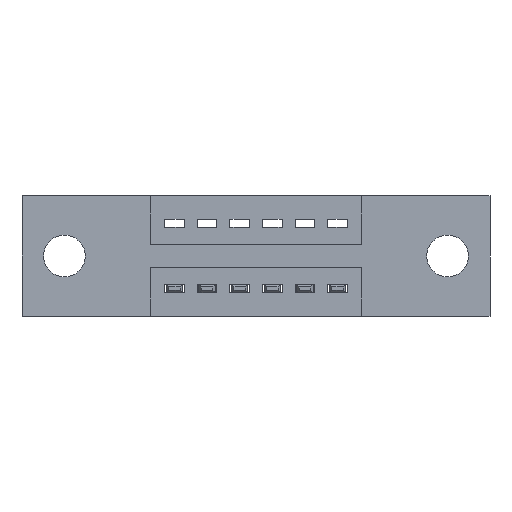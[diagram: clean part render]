
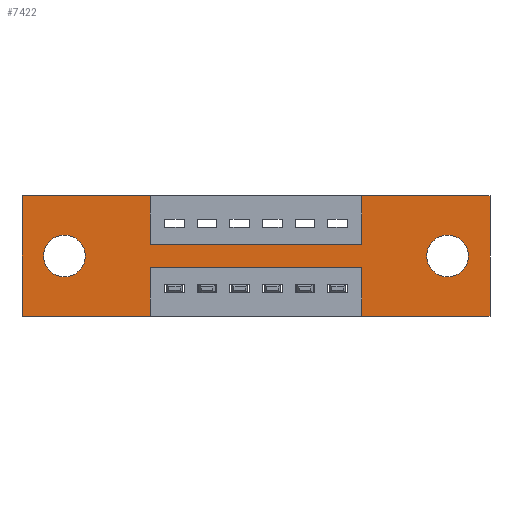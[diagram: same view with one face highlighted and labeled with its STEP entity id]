
A CAD part, front view. The second image highlights one B-rep face of the part: STEP entity #7422.
In plain terms, the highlighted planar face has unit normal (0, -1, 0).
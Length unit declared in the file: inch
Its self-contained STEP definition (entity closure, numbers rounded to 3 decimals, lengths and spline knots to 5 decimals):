
#67 = DIRECTION ( 'NONE',  ( 1., 0., 0. ) ) ;
#125 = AXIS2_PLACEMENT_3D ( 'NONE', #8289, #3388, #5508 ) ;
#148 = CARTESIAN_POINT ( 'NONE',  ( 0., 0., 0. ) ) ;
#203 = CARTESIAN_POINT ( 'NONE',  ( 1.0425, 0., -0.15 ) ) ;
#241 = VECTOR ( 'NONE', #5336, 39.37008 ) ;
#339 = VERTEX_POINT ( 'NONE', #4327 ) ;
#342 = ORIENTED_EDGE ( 'NONE', *, *, #3246, .F. ) ;
#532 = DIRECTION ( 'NONE',  ( 0., 0., 1. ) ) ;
#580 = VERTEX_POINT ( 'NONE', #2073 ) ;
#603 = VECTOR ( 'NONE', #1706, 39.37008 ) ;
#701 = ORIENTED_EDGE ( 'NONE', *, *, #7404, .T. ) ;
#709 = EDGE_LOOP ( 'NONE', ( #7068, #701 ) ) ;
#832 = LINE ( 'NONE', #6732, #8608 ) ;
#889 = CARTESIAN_POINT ( 'NONE',  ( 1.0425, 0., 0. ) ) ;
#935 = LINE ( 'NONE', #8476, #5942 ) ;
#1027 = ORIENTED_EDGE ( 'NONE', *, *, #4886, .F. ) ;
#1173 = ORIENTED_EDGE ( 'NONE', *, *, #7092, .F. ) ;
#1214 = CARTESIAN_POINT ( 'NONE',  ( 1.0425, 0., -0.22 ) ) ;
#1248 = CARTESIAN_POINT ( 'NONE',  ( 0., 0., -0.37 ) ) ;
#1329 = VECTOR ( 'NONE', #67, 39.37008 ) ;
#1424 = EDGE_CURVE ( 'NONE', #7191, #8511, #3963, .T. ) ;
#1508 = VECTOR ( 'NONE', #4077, 39.37008 ) ;
#1608 = CIRCLE ( 'NONE', #6082, 0.064 ) ;
#1619 = LINE ( 'NONE', #1621, #7071 ) ;
#1621 = CARTESIAN_POINT ( 'NONE',  ( 0.3925, 0., 0. ) ) ;
#1706 = DIRECTION ( 'NONE',  ( 1., 0., 0. ) ) ;
#2006 = CARTESIAN_POINT ( 'NONE',  ( 0., 0., -0.37 ) ) ;
#2022 = AXIS2_PLACEMENT_3D ( 'NONE', #6765, #4577, #8076 ) ;
#2024 = ORIENTED_EDGE ( 'NONE', *, *, #3976, .T. ) ;
#2073 = CARTESIAN_POINT ( 'NONE',  ( 1.0425, 0., -0.37 ) ) ;
#2076 = EDGE_CURVE ( 'NONE', #7762, #4823, #2197, .T. ) ;
#2193 = EDGE_CURVE ( 'NONE', #339, #3563, #1608, .T. ) ;
#2197 = LINE ( 'NONE', #5957, #603 ) ;
#2454 = LINE ( 'NONE', #7891, #1329 ) ;
#2469 = ORIENTED_EDGE ( 'NONE', *, *, #8153, .F. ) ;
#2591 = VERTEX_POINT ( 'NONE', #3645 ) ;
#2708 = VERTEX_POINT ( 'NONE', #6726 ) ;
#2797 = DIRECTION ( 'NONE',  ( 0., 0., 1. ) ) ;
#2895 = ORIENTED_EDGE ( 'NONE', *, *, #6661, .F. ) ;
#2973 = DIRECTION ( 'NONE',  ( 0., 0., -1. ) ) ;
#3185 = LINE ( 'NONE', #5422, #1508 ) ;
#3246 = EDGE_CURVE ( 'NONE', #9049, #2591, #6136, .T. ) ;
#3252 = VECTOR ( 'NONE', #5819, 39.37008 ) ;
#3265 = DIRECTION ( 'NONE',  ( 0., 0., -1. ) ) ;
#3331 = DIRECTION ( 'NONE',  ( 0., 0., -1. ) ) ;
#3388 = DIRECTION ( 'NONE',  ( 0., 1., 0. ) ) ;
#3430 = EDGE_CURVE ( 'NONE', #6999, #7191, #4474, .T. ) ;
#3485 = VERTEX_POINT ( 'NONE', #6755 ) ;
#3538 = EDGE_CURVE ( 'NONE', #580, #7485, #8900, .T. ) ;
#3563 = VERTEX_POINT ( 'NONE', #5482 ) ;
#3606 = FACE_OUTER_BOUND ( 'NONE', #6312, .T. ) ;
#3645 = CARTESIAN_POINT ( 'NONE',  ( 1.435, 0., 0. ) ) ;
#3773 = CARTESIAN_POINT ( 'NONE',  ( 0., 0., -0.37 ) ) ;
#3807 = ORIENTED_EDGE ( 'NONE', *, *, #2076, .F. ) ;
#3867 = ORIENTED_EDGE ( 'NONE', *, *, #3430, .F. ) ;
#3963 = LINE ( 'NONE', #5669, #9057 ) ;
#3976 = EDGE_CURVE ( 'NONE', #3485, #6709, #5467, .T. ) ;
#4077 = DIRECTION ( 'NONE',  ( -1., 0., 0. ) ) ;
#4079 = VECTOR ( 'NONE', #7641, 39.37008 ) ;
#4150 = CARTESIAN_POINT ( 'NONE',  ( 0.3925, 0., -0.37 ) ) ;
#4205 = CARTESIAN_POINT ( 'NONE',  ( 0.3925, 0., -0.22 ) ) ;
#4327 = CARTESIAN_POINT ( 'NONE',  ( 0.13, 0., -0.121 ) ) ;
#4416 = AXIS2_PLACEMENT_3D ( 'NONE', #1248, #8351, #3331 ) ;
#4474 = LINE ( 'NONE', #8885, #241 ) ;
#4577 = DIRECTION ( 'NONE',  ( 0., 1., 0. ) ) ;
#4578 = ORIENTED_EDGE ( 'NONE', *, *, #7476, .F. ) ;
#4666 = VECTOR ( 'NONE', #5594, 39.37008 ) ;
#4815 = VECTOR ( 'NONE', #532, 39.37008 ) ;
#4823 = VERTEX_POINT ( 'NONE', #203 ) ;
#4842 = FACE_BOUND ( 'NONE', #8829, .T. ) ;
#4886 = EDGE_CURVE ( 'NONE', #8511, #2708, #2454, .T. ) ;
#4887 = LINE ( 'NONE', #4982, #4666 ) ;
#4982 = CARTESIAN_POINT ( 'NONE',  ( 1.0425, 0., 0. ) ) ;
#4986 = ORIENTED_EDGE ( 'NONE', *, *, #3538, .F. ) ;
#5051 = EDGE_CURVE ( 'NONE', #4823, #9049, #4887, .T. ) ;
#5205 = DIRECTION ( 'NONE',  ( 0., 0., 1. ) ) ;
#5230 = CARTESIAN_POINT ( 'NONE',  ( 1.305, 0., -0.121 ) ) ;
#5297 = DIRECTION ( 'NONE',  ( 0., 1., 0. ) ) ;
#5299 = FACE_BOUND ( 'NONE', #709, .T. ) ;
#5305 = CIRCLE ( 'NONE', #125, 0.064 ) ;
#5336 = DIRECTION ( 'NONE',  ( -1., 0., 0. ) ) ;
#5387 = CARTESIAN_POINT ( 'NONE',  ( 0.3925, 0., -0.15 ) ) ;
#5422 = CARTESIAN_POINT ( 'NONE',  ( 0.3925, 0., -0.22 ) ) ;
#5467 = CIRCLE ( 'NONE', #2022, 0.064 ) ;
#5482 = CARTESIAN_POINT ( 'NONE',  ( 0.13, 0., -0.249 ) ) ;
#5508 = DIRECTION ( 'NONE',  ( 0., 0., 1. ) ) ;
#5594 = DIRECTION ( 'NONE',  ( 0., 0., 1. ) ) ;
#5669 = CARTESIAN_POINT ( 'NONE',  ( 0., 0., 0. ) ) ;
#5782 = AXIS2_PLACEMENT_3D ( 'NONE', #6547, #6483, #2973 ) ;
#5819 = DIRECTION ( 'NONE',  ( 1., 0., 0. ) ) ;
#5942 = VECTOR ( 'NONE', #7879, 39.37008 ) ;
#5957 = CARTESIAN_POINT ( 'NONE',  ( 0.3925, 0., -0.15 ) ) ;
#6015 = CIRCLE ( 'NONE', #5782, 0.064 ) ;
#6033 = ORIENTED_EDGE ( 'NONE', *, *, #5051, .F. ) ;
#6082 = AXIS2_PLACEMENT_3D ( 'NONE', #7367, #5297, #5205 ) ;
#6136 = LINE ( 'NONE', #6516, #3252 ) ;
#6312 = EDGE_LOOP ( 'NONE', ( #2895, #4578, #4986, #2469, #1173, #342, #6033, #3807, #6847, #1027, #6325, #3867 ) ) ;
#6325 = ORIENTED_EDGE ( 'NONE', *, *, #1424, .F. ) ;
#6483 = DIRECTION ( 'NONE',  ( 0., 1., 0. ) ) ;
#6516 = CARTESIAN_POINT ( 'NONE',  ( 0., 0., 0. ) ) ;
#6547 = CARTESIAN_POINT ( 'NONE',  ( 1.305, 0., -0.185 ) ) ;
#6661 = EDGE_CURVE ( 'NONE', #7593, #6999, #832, .T. ) ;
#6709 = VERTEX_POINT ( 'NONE', #5230 ) ;
#6726 = CARTESIAN_POINT ( 'NONE',  ( 0.3925, 0., 0. ) ) ;
#6732 = CARTESIAN_POINT ( 'NONE',  ( 0.3925, 0., -0.37 ) ) ;
#6755 = CARTESIAN_POINT ( 'NONE',  ( 1.305, 0., -0.249 ) ) ;
#6765 = CARTESIAN_POINT ( 'NONE',  ( 1.305, 0., -0.185 ) ) ;
#6847 = ORIENTED_EDGE ( 'NONE', *, *, #7797, .F. ) ;
#6937 = PLANE ( 'NONE',  #4416 ) ;
#6999 = VERTEX_POINT ( 'NONE', #4150 ) ;
#7068 = ORIENTED_EDGE ( 'NONE', *, *, #2193, .T. ) ;
#7071 = VECTOR ( 'NONE', #3265, 39.37008 ) ;
#7092 = EDGE_CURVE ( 'NONE', #2591, #8774, #935, .T. ) ;
#7191 = VERTEX_POINT ( 'NONE', #3773 ) ;
#7367 = CARTESIAN_POINT ( 'NONE',  ( 0.13, 0., -0.185 ) ) ;
#7404 = EDGE_CURVE ( 'NONE', #3563, #339, #5305, .T. ) ;
#7422 = ADVANCED_FACE ( 'NONE', ( #4842, #5299, #3606 ), #6937, .T. ) ;
#7476 = EDGE_CURVE ( 'NONE', #7485, #7593, #3185, .T. ) ;
#7485 = VERTEX_POINT ( 'NONE', #1214 ) ;
#7593 = VERTEX_POINT ( 'NONE', #4205 ) ;
#7600 = CARTESIAN_POINT ( 'NONE',  ( 1.0425, 0., -0.37 ) ) ;
#7641 = DIRECTION ( 'NONE',  ( -1., 0., 0. ) ) ;
#7762 = VERTEX_POINT ( 'NONE', #5387 ) ;
#7788 = LINE ( 'NONE', #2006, #4079 ) ;
#7797 = EDGE_CURVE ( 'NONE', #2708, #7762, #1619, .T. ) ;
#7879 = DIRECTION ( 'NONE',  ( 0., 0., -1. ) ) ;
#7891 = CARTESIAN_POINT ( 'NONE',  ( 0., 0., 0. ) ) ;
#8076 = DIRECTION ( 'NONE',  ( 0., 0., -1. ) ) ;
#8136 = DIRECTION ( 'NONE',  ( 0., 0., -1. ) ) ;
#8153 = EDGE_CURVE ( 'NONE', #8774, #580, #7788, .T. ) ;
#8289 = CARTESIAN_POINT ( 'NONE',  ( 0.13, 0., -0.185 ) ) ;
#8351 = DIRECTION ( 'NONE',  ( 0., -1., 0. ) ) ;
#8411 = EDGE_CURVE ( 'NONE', #6709, #3485, #6015, .T. ) ;
#8476 = CARTESIAN_POINT ( 'NONE',  ( 1.435, 0., 0. ) ) ;
#8511 = VERTEX_POINT ( 'NONE', #148 ) ;
#8608 = VECTOR ( 'NONE', #8136, 39.37008 ) ;
#8626 = CARTESIAN_POINT ( 'NONE',  ( 1.435, 0., -0.37 ) ) ;
#8774 = VERTEX_POINT ( 'NONE', #8626 ) ;
#8829 = EDGE_LOOP ( 'NONE', ( #8970, #2024 ) ) ;
#8885 = CARTESIAN_POINT ( 'NONE',  ( 0., 0., -0.37 ) ) ;
#8900 = LINE ( 'NONE', #7600, #4815 ) ;
#8970 = ORIENTED_EDGE ( 'NONE', *, *, #8411, .T. ) ;
#9049 = VERTEX_POINT ( 'NONE', #889 ) ;
#9057 = VECTOR ( 'NONE', #2797, 39.37008 ) ;
